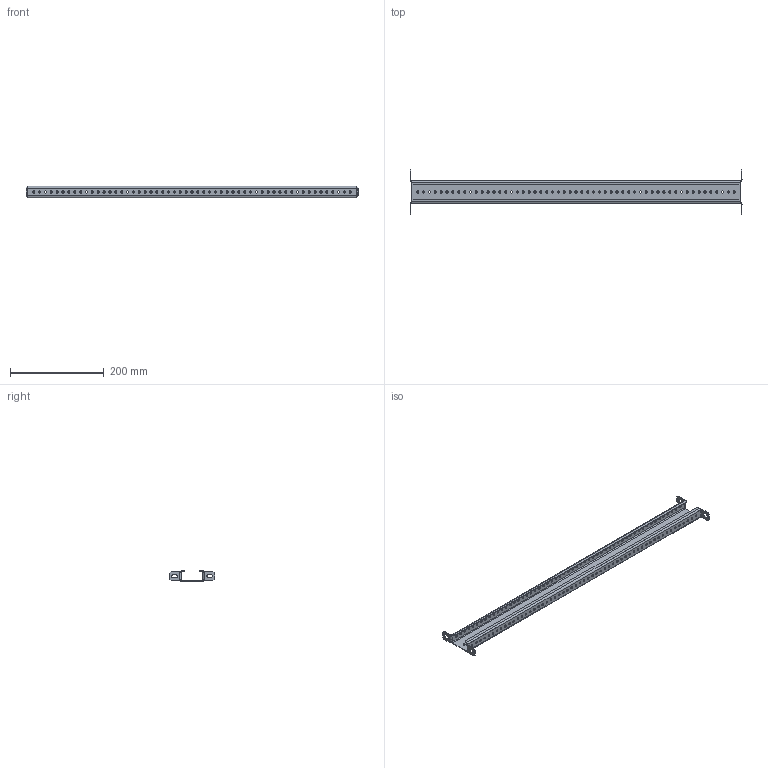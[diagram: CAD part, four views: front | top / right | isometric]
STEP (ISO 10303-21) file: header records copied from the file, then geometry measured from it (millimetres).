
FILE_DESCRIPTION(/* description */ (''),/* implementation_level */ '2;1');
FILE_NAME(/* name */ 'PMIR800.stp',/* time_stamp */ '2017-09-28T14:04:30+02:00',/* author */ (''),/* organization */ (''),/* preprocessor_version */ 'ST-DEVELOPER v15',/* originating_system */ 'SIEMENS PLM Software NX 9.0',/* authorisation */ '');
FILE_SCHEMA (('AP203_CONFIGURATION_CONTROLLED_3D_DESIGN_OF_MECHANICAL_PARTS_AND_ASSEMBLIES_MIM_LF { 1 0 10303 403 2 1 2}'));
Length unit declared in the file: millimetre
Products named in the file (1): 600.P060.04_01
Bounding box: 708 x 96 x 24 mm (x, y, z)
Volume: 108469.7 mm3; surface area: 151214.1 mm2
Topology: 1 solids, 1 shells, 295 faces, 905 edges, 613 vertices
Faces by surface type: cylinder 189, plane 106
Full cylindrical faces by diameter (mm): 4.65 x165
Entity records: 9751 total; most frequent: DIRECTION 1660, CARTESIAN_POINT 1537, ORIENTED_EDGE 1364, EDGE_LOOP 798, FACE_BOUND 682, EDGE_CURVE 682, AXIS2_PLACEMENT_3D 678, VERTEX_POINT 554
